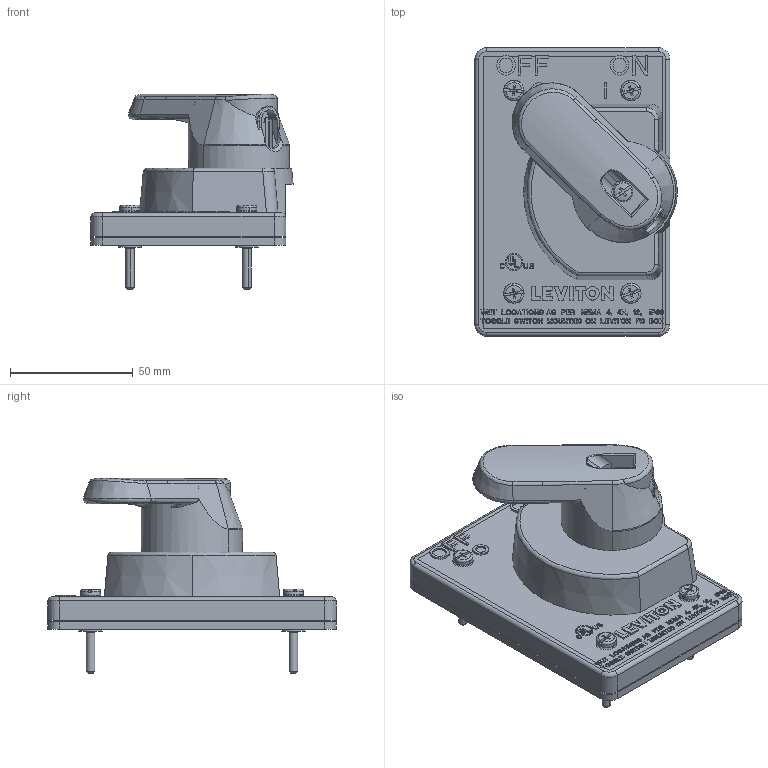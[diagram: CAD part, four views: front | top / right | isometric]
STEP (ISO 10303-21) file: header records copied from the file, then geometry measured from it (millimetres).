
FILE_DESCRIPTION (( 'STEP AP214' ), '1' );
FILE_NAME ('ORC7167-M01.STEP', '2025-12-09T20:46:40', ( '' ), ( '' ), 'SwSTEP 2.0', 'SolidWorks 2024', '' );
FILE_SCHEMA (( 'AUTOMOTIVE_DESIGN' ));
Length unit declared in the file: inch
Products named in the file (1): ORC7167-M01
Bounding box: 82.37 x 117.47 x 79.67 mm (x, y, z)
Volume: 244032.4 mm3; surface area: 71461.2 mm2
Topology: 12 solids, 14 shells, 3038 faces, 8456 edges, 5572 vertices
Faces by surface type: plane 2512, cylinder 253, torus 109, bspline 83, cone 77, sphere 4
Entity records: 105755 total; most frequent: CARTESIAN_POINT 28528, ORIENTED_EDGE 16896, DIRECTION 14461, EDGE_CURVE 8448, VECTOR 7099, LINE 7099, VERTEX_POINT 5572, AXIS2_PLACEMENT_3D 3681
